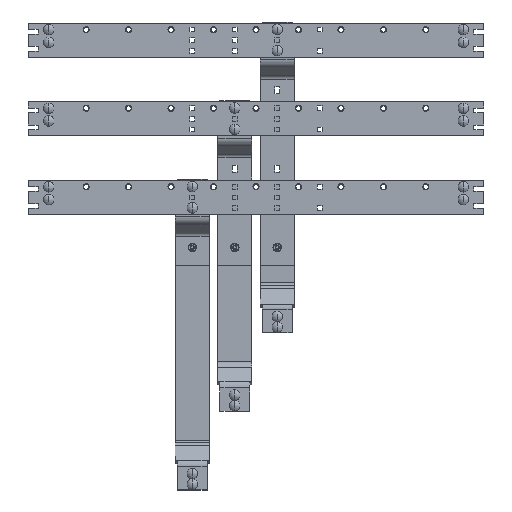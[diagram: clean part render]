
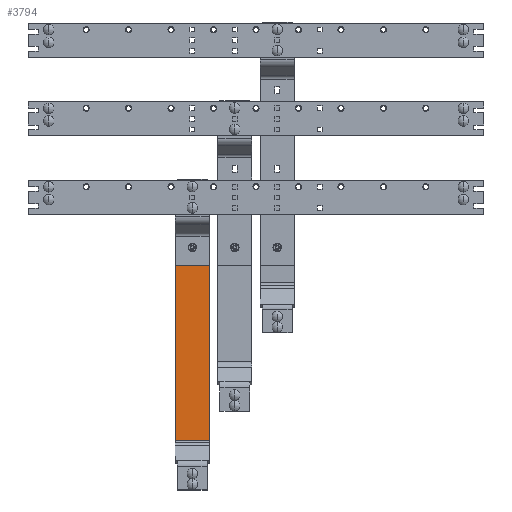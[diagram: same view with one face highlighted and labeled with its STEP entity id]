
A CAD part, top view. The second image highlights one B-rep face of the part: STEP entity #3794.
In plain terms, the highlighted planar face has unit normal (0, 0, 1).
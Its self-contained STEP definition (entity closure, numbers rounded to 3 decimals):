
#3794=ADVANCED_FACE('',(#8592),#8593,.T.);
#8592=FACE_OUTER_BOUND('',#14848,.T.);
#8593=PLANE('',#14849);
#14848=EDGE_LOOP('',(#24250,#24251,#24252,#24253));
#14849=AXIS2_PLACEMENT_3D('',#24254,#24255,#24256);
#24250=ORIENTED_EDGE('',*,*,#37746,.T.);
#24251=ORIENTED_EDGE('',*,*,#37747,.F.);
#24252=ORIENTED_EDGE('',*,*,#37748,.F.);
#24253=ORIENTED_EDGE('',*,*,#37743,.T.);
#24254=CARTESIAN_POINT('',(345.625,322.85,15.683));
#24255=DIRECTION('',(0.0,0.0,1.0));
#24256=DIRECTION('',(0.0,-1.0,0.0));
#37743=EDGE_CURVE('',#44977,#44975,#44978,.T.);
#37746=EDGE_CURVE('',#44975,#44981,#44982,.T.);
#37747=EDGE_CURVE('',#44983,#44981,#44984,.T.);
#37748=EDGE_CURVE('',#44977,#44983,#44985,.T.);
#44975=VERTEX_POINT('',#58627);
#44977=VERTEX_POINT('',#58629);
#44978=LINE('',#58630,#58631);
#44981=VERTEX_POINT('',#58634);
#44982=LINE('',#58635,#58636);
#44983=VERTEX_POINT('',#58637);
#44984=LINE('',#58638,#58639);
#44985=LINE('',#58640,#58641);
#58627=CARTESIAN_POINT('',(426.375,117.65,15.683));
#58629=CARTESIAN_POINT('',(345.625,117.65,15.683));
#58630=CARTESIAN_POINT('',(345.625,117.65,15.683));
#58631=VECTOR('',#72420,1.0);
#58634=CARTESIAN_POINT('',(426.375,528.05,15.683));
#58635=CARTESIAN_POINT('',(426.375,117.65,15.683));
#58636=VECTOR('',#72424,1.0);
#58637=CARTESIAN_POINT('',(345.625,528.05,15.683));
#58638=CARTESIAN_POINT('',(345.625,528.05,15.683));
#58639=VECTOR('',#72425,1.0);
#58640=CARTESIAN_POINT('',(345.625,117.65,15.683));
#58641=VECTOR('',#72426,1.0);
#72420=DIRECTION('',(1.0,0.0,0.0));
#72424=DIRECTION('',(0.0,1.0,0.0));
#72425=DIRECTION('',(1.0,0.0,0.0));
#72426=DIRECTION('',(0.0,1.0,0.0));
